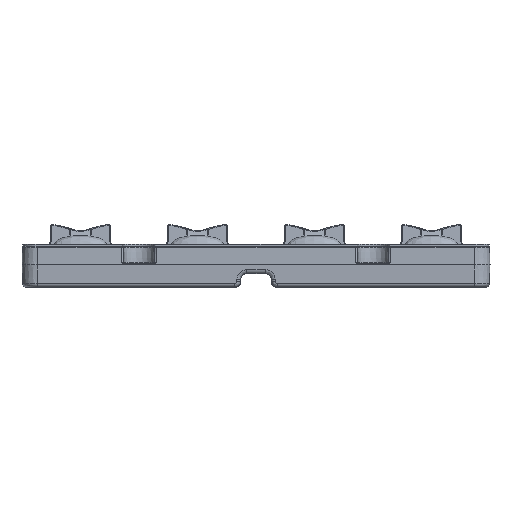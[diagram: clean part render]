
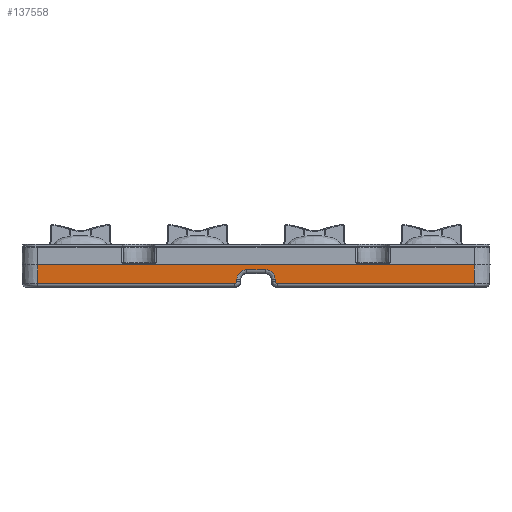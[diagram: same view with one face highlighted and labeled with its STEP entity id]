
A CAD part, front view. The second image highlights one B-rep face of the part: STEP entity #137558.
In plain terms, the highlighted planar face has unit normal (0, -1, -0.026).
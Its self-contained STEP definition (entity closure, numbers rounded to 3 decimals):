
#405 = ORIENTED_EDGE ( 'NONE', *, *, #172775, .T. ) ;
#1009 = ORIENTED_EDGE ( 'NONE', *, *, #53348, .T. ) ;
#1187 = VERTEX_POINT ( 'NONE', #179563 ) ;
#1203 = VECTOR ( 'NONE', #72277, 1000. ) ;
#2634 = LINE ( 'NONE', #5489, #170966 ) ;
#2776 = VECTOR ( 'NONE', #137532, 1000. ) ;
#2899 = VERTEX_POINT ( 'NONE', #157788 ) ;
#3794 = EDGE_CURVE ( 'NONE', #90587, #73597, #29923, .T. ) ;
#4148 = EDGE_CURVE ( 'NONE', #157577, #172970, #69220, .T. ) ;
#5489 = CARTESIAN_POINT ( 'NONE',  ( -56., -13126.899, 499000. ) ) ;
#7322 = CARTESIAN_POINT ( 'NONE',  ( -4.816, -59.941, -6.993 ) ) ;
#17651 =( BOUNDED_CURVE ( )  B_SPLINE_CURVE ( 3, ( #23760, #7322, #56493, #170531 ),
 .UNSPECIFIED., .F., .F. ) 
 B_SPLINE_CURVE_WITH_KNOTS ( ( 4, 4 ),
 ( 4.765, 6.283 ),
 .UNSPECIFIED. ) 
 CURVE ( )  GEOMETRIC_REPRESENTATION_ITEM ( )  RATIONAL_B_SPLINE_CURVE ( ( 1., 0.817, 0.817, 1. ) ) 
 REPRESENTATION_ITEM ( '' )  );
#21605 = ORIENTED_EDGE ( 'NONE', *, *, #187225, .F. ) ;
#23760 = CARTESIAN_POINT ( 'NONE',  ( -4.89, -59.905, -8.395 ) ) ;
#25420 = CARTESIAN_POINT ( 'NONE',  ( 56., -13126.899, 499000. ) ) ;
#25599 = LINE ( 'NONE', #25420, #198853 ) ;
#27276 = CARTESIAN_POINT ( 'NONE',  ( -5.143, -59.875, -9.526 ) ) ;
#28833 = VERTEX_POINT ( 'NONE', #69620 ) ;
#29923 =( BOUNDED_CURVE ( )  B_SPLINE_CURVE ( 3, ( #59995, #27276, #92750, #206744 ),
 .UNSPECIFIED., .F., .F. ) 
 B_SPLINE_CURVE_WITH_KNOTS ( ( 4, 4 ),
 ( 3.142, 4.66 ),
 .UNSPECIFIED. ) 
 CURVE ( )  GEOMETRIC_REPRESENTATION_ITEM ( )  RATIONAL_B_SPLINE_CURVE ( ( 1., 0.817, 0.817, 1. ) ) 
 REPRESENTATION_ITEM ( '' )  );
#35801 = VERTEX_POINT ( 'NONE', #205548 ) ;
#39493 = LINE ( 'NONE', #139415, #1203 ) ;
#41568 = CARTESIAN_POINT ( 'NONE',  ( 5.423, -59.875, -9.526 ) ) ;
#43993 = DIRECTION ( 'NONE',  ( 1., 0., 0. ) ) ;
#46071 = LINE ( 'NONE', #152494, #2776 ) ;
#48266 = ORIENTED_EDGE ( 'NONE', *, *, #198465, .T. ) ;
#53348 = EDGE_CURVE ( 'NONE', #159122, #157577, #113278, .T. ) ;
#54681 = DIRECTION ( 'NONE',  ( 0., -0.026, 1. ) ) ;
#55997 = DIRECTION ( 'NONE',  ( 0., 0.026, -1. ) ) ;
#56493 = CARTESIAN_POINT ( 'NONE',  ( -3.798, -59.967, -6.026 ) ) ;
#58032 = CARTESIAN_POINT ( 'NONE',  ( 4.816, -59.941, -6.993 ) ) ;
#59995 = CARTESIAN_POINT ( 'NONE',  ( -5.423, -59.875, -9.526 ) ) ;
#66532 = ORIENTED_EDGE ( 'NONE', *, *, #140198, .T. ) ;
#67734 = DIRECTION ( 'NONE',  ( 1., 0., 0. ) ) ;
#69220 = LINE ( 'NONE', #206381, #102400 ) ;
#69620 = CARTESIAN_POINT ( 'NONE',  ( 56., -59.875, -9.526 ) ) ;
#69871 = VERTEX_POINT ( 'NONE', #130587 ) ;
#71595 = ORIENTED_EDGE ( 'NONE', *, *, #81420, .T. ) ;
#72277 = DIRECTION ( 'NONE',  ( 1., 0., 0. ) ) ;
#73597 = VERTEX_POINT ( 'NONE', #186266 ) ;
#74313 = CARTESIAN_POINT ( 'NONE',  ( 2.393, -59.967, -6.026 ) ) ;
#75525 = CARTESIAN_POINT ( 'NONE',  ( -4.888, -59.905, -8.369 ) ) ;
#81420 = EDGE_CURVE ( 'NONE', #172970, #2899, #158044, .T. ) ;
#85381 = FACE_OUTER_BOUND ( 'NONE', #187178, .T. ) ;
#85867 = EDGE_CURVE ( 'NONE', #1187, #69871, #92444, .T. ) ;
#88934 = DIRECTION ( 'NONE',  ( 0., -1., -0.026 ) ) ;
#90587 = VERTEX_POINT ( 'NONE', #161035 ) ;
#90768 = CARTESIAN_POINT ( 'NONE',  ( 4.89, -59.905, -8.395 ) ) ;
#92444 = LINE ( 'NONE', #141649, #174080 ) ;
#92750 = CARTESIAN_POINT ( 'NONE',  ( -4.939, -59.88, -9.333 ) ) ;
#97773 = ORIENTED_EDGE ( 'NONE', *, *, #138096, .T. ) ;
#97966 = VECTOR ( 'NONE', #67734, 1000. ) ;
#102400 = VECTOR ( 'NONE', #173661, 1000. ) ;
#104642 = CARTESIAN_POINT ( 'NONE',  ( 0., -60., -4.75 ) ) ;
#106354 = CARTESIAN_POINT ( 'NONE',  ( 4.939, -59.88, -9.333 ) ) ;
#106687 = ORIENTED_EDGE ( 'NONE', *, *, #3794, .T. ) ;
#113278 =( BOUNDED_CURVE ( )  B_SPLINE_CURVE ( 3, ( #74313, #172072, #58032, #90768 ),
 .UNSPECIFIED., .F., .F. ) 
 B_SPLINE_CURVE_WITH_KNOTS ( ( 4, 4 ),
 ( 0., 1.518 ),
 .UNSPECIFIED. ) 
 CURVE ( )  GEOMETRIC_REPRESENTATION_ITEM ( )  RATIONAL_B_SPLINE_CURVE ( ( 1., 0.817, 0.817, 1. ) ) 
 REPRESENTATION_ITEM ( '' )  );
#122762 = CARTESIAN_POINT ( 'NONE',  ( 4.924, -59.887, -9.052 ) ) ;
#124761 = DIRECTION ( 'NONE',  ( 0.052, -0.026, 0.998 ) ) ;
#128248 = EDGE_CURVE ( 'NONE', #73597, #35801, #186132, .T. ) ;
#130587 = CARTESIAN_POINT ( 'NONE',  ( 56., -60., -4.75 ) ) ;
#137532 = DIRECTION ( 'NONE',  ( 1., 0., 0. ) ) ;
#137558 = ADVANCED_FACE ( 'NONE', ( #85381 ), #186568, .T. ) ;
#138096 = EDGE_CURVE ( 'NONE', #200587, #90587, #39493, .T. ) ;
#139211 = CARTESIAN_POINT ( 'NONE',  ( 5.143, -59.875, -9.526 ) ) ;
#139256 = CARTESIAN_POINT ( 'NONE',  ( 4.89, -59.905, -8.395 ) ) ;
#139415 = CARTESIAN_POINT ( 'NONE',  ( 0., -59.875, -9.526 ) ) ;
#139430 = VERTEX_POINT ( 'NONE', #177955 ) ;
#140198 = EDGE_CURVE ( 'NONE', #35801, #139430, #17651, .T. ) ;
#141460 = LINE ( 'NONE', #181791, #97966 ) ;
#141649 = CARTESIAN_POINT ( 'NONE',  ( 0., -60., -4.75 ) ) ;
#142855 = VECTOR ( 'NONE', #124761, 1000. ) ;
#152494 = CARTESIAN_POINT ( 'NONE',  ( 0., -59.875, -9.526 ) ) ;
#152541 = CARTESIAN_POINT ( 'NONE',  ( 4.924, -59.887, -9.052 ) ) ;
#156792 = ORIENTED_EDGE ( 'NONE', *, *, #4148, .T. ) ;
#157577 = VERTEX_POINT ( 'NONE', #139256 ) ;
#157788 = CARTESIAN_POINT ( 'NONE',  ( 5.423, -59.875, -9.526 ) ) ;
#158044 =( BOUNDED_CURVE ( )  B_SPLINE_CURVE ( 3, ( #122762, #106354, #139211, #41568 ),
 .UNSPECIFIED., .F., .F. ) 
 B_SPLINE_CURVE_WITH_KNOTS ( ( 4, 4 ),
 ( 1.623, 3.142 ),
 .UNSPECIFIED. ) 
 CURVE ( )  GEOMETRIC_REPRESENTATION_ITEM ( )  RATIONAL_B_SPLINE_CURVE ( ( 1., 0.817, 0.817, 1. ) ) 
 REPRESENTATION_ITEM ( '' )  );
#159122 = VERTEX_POINT ( 'NONE', #186684 ) ;
#161035 = CARTESIAN_POINT ( 'NONE',  ( -5.423, -59.875, -9.526 ) ) ;
#170531 = CARTESIAN_POINT ( 'NONE',  ( -2.393, -59.967, -6.026 ) ) ;
#170966 = VECTOR ( 'NONE', #54681, 1000. ) ;
#172072 = CARTESIAN_POINT ( 'NONE',  ( 3.798, -59.967, -6.026 ) ) ;
#172417 = ORIENTED_EDGE ( 'NONE', *, *, #85867, .F. ) ;
#172775 = EDGE_CURVE ( 'NONE', #2899, #28833, #46071, .T. ) ;
#172970 = VERTEX_POINT ( 'NONE', #152541 ) ;
#173661 = DIRECTION ( 'NONE',  ( 0.052, 0.026, -0.998 ) ) ;
#174080 = VECTOR ( 'NONE', #43993, 1000. ) ;
#176037 = ORIENTED_EDGE ( 'NONE', *, *, #128248, .T. ) ;
#177955 = CARTESIAN_POINT ( 'NONE',  ( -2.393, -59.967, -6.026 ) ) ;
#179563 = CARTESIAN_POINT ( 'NONE',  ( -56., -60., -4.75 ) ) ;
#181269 = AXIS2_PLACEMENT_3D ( 'NONE', #104642, #88934, #202950 ) ;
#181791 = CARTESIAN_POINT ( 'NONE',  ( 2.393, -59.967, -6.026 ) ) ;
#185250 = ORIENTED_EDGE ( 'NONE', *, *, #206378, .F. ) ;
#186132 = LINE ( 'NONE', #75525, #142855 ) ;
#186266 = CARTESIAN_POINT ( 'NONE',  ( -4.924, -59.887, -9.052 ) ) ;
#186568 = PLANE ( 'NONE',  #181269 ) ;
#186684 = CARTESIAN_POINT ( 'NONE',  ( 2.393, -59.967, -6.026 ) ) ;
#187178 = EDGE_LOOP ( 'NONE', ( #21605, #97773, #106687, #176037, #66532, #48266, #1009, #156792, #71595, #405, #185250, #172417 ) ) ;
#187225 = EDGE_CURVE ( 'NONE', #200587, #1187, #2634, .T. ) ;
#198465 = EDGE_CURVE ( 'NONE', #139430, #159122, #141460, .T. ) ;
#198853 = VECTOR ( 'NONE', #55997, 1000. ) ;
#200587 = VERTEX_POINT ( 'NONE', #203796 ) ;
#202950 = DIRECTION ( 'NONE',  ( 0., 0.026, -1. ) ) ;
#203796 = CARTESIAN_POINT ( 'NONE',  ( -56., -59.875, -9.526 ) ) ;
#205548 = CARTESIAN_POINT ( 'NONE',  ( -4.89, -59.905, -8.395 ) ) ;
#206378 = EDGE_CURVE ( 'NONE', #69871, #28833, #25599, .T. ) ;
#206381 = CARTESIAN_POINT ( 'NONE',  ( 4.686, -60.006, -4.505 ) ) ;
#206744 = CARTESIAN_POINT ( 'NONE',  ( -4.924, -59.887, -9.052 ) ) ;
